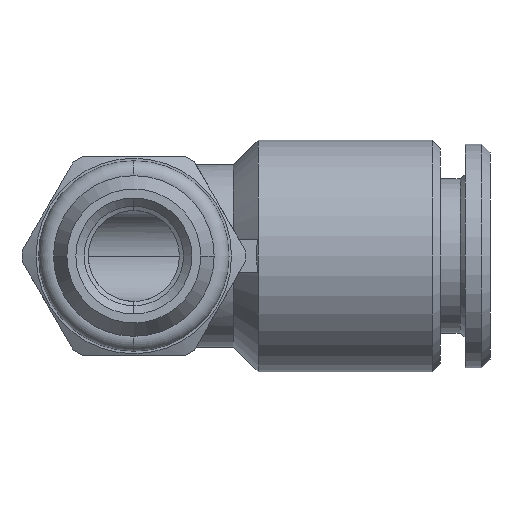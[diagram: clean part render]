
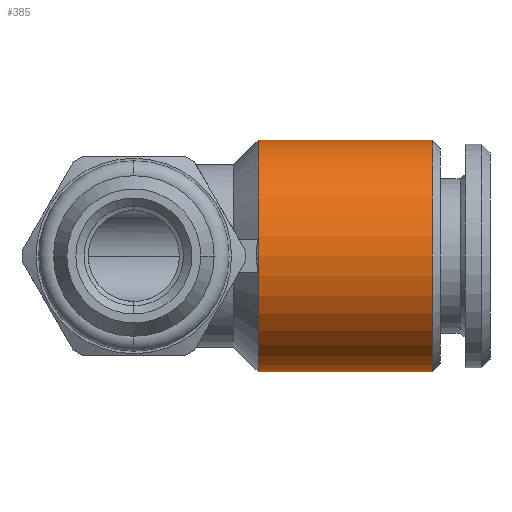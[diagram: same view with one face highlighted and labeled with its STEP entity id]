
A CAD part, front view. The second image highlights one B-rep face of the part: STEP entity #385.
In plain terms, the highlighted cylindrical face has radius 7 mm (diameter 14 mm), a partial arc.
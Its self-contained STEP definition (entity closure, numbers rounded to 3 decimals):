
#265 = VERTEX_POINT ( 'NONE', #1384 ) ;
#282 = VERTEX_POINT ( 'NONE', #1460 ) ;
#289 = EDGE_CURVE ( 'NONE', #282, #290, #1454, .T. ) ;
#290 = VERTEX_POINT ( 'NONE', #1489 ) ;
#291 = EDGE_CURVE ( 'NONE', #304, #265, #1488, .T. ) ;
#304 = VERTEX_POINT ( 'NONE', #1620 ) ;
#368 = EDGE_CURVE ( 'NONE', #290, #265, #2265, .T. ) ;
#377 = ORIENTED_EDGE ( 'NONE', *, *, #368, .F. ) ;
#381 = EDGE_CURVE ( 'NONE', #282, #304, #2281, .T. ) ;
#382 = EDGE_LOOP ( 'NONE', ( #386, #387, #388, #377 ) ) ;
#385 = ADVANCED_FACE ( 'NONE', ( #2282 ), #2276, .T. ) ;
#386 = ORIENTED_EDGE ( 'NONE', *, *, #289, .F. ) ;
#387 = ORIENTED_EDGE ( 'NONE', *, *, #381, .T. ) ;
#388 = ORIENTED_EDGE ( 'NONE', *, *, #291, .T. ) ;
#1384 = CARTESIAN_POINT ( 'NONE',  ( 7.5, 0., 7. ) ) ;
#1441 = DIRECTION ( 'NONE',  ( -1., 0., 0. ) ) ;
#1442 = CARTESIAN_POINT ( 'NONE',  ( -3.45, 0., -7. ) ) ;
#1454 = LINE ( 'NONE', #1442, #1490 ) ;
#1460 = CARTESIAN_POINT ( 'NONE',  ( 18., 0., -7. ) ) ;
#1485 = DIRECTION ( 'NONE',  ( -1., 0., 0. ) ) ;
#1486 = VECTOR ( 'NONE', #1485, 1000. ) ;
#1487 = CARTESIAN_POINT ( 'NONE',  ( -3.45, 0., 7. ) ) ;
#1488 = LINE ( 'NONE', #1487, #1486 ) ;
#1489 = CARTESIAN_POINT ( 'NONE',  ( 7.5, 0., -7. ) ) ;
#1490 = VECTOR ( 'NONE', #1441, 1000. ) ;
#1620 = CARTESIAN_POINT ( 'NONE',  ( 18., 0., 7. ) ) ;
#2239 = DIRECTION ( 'NONE',  ( 0., 0., 1. ) ) ;
#2262 = DIRECTION ( 'NONE',  ( 0., 0., 1. ) ) ;
#2263 = DIRECTION ( 'NONE',  ( -1., 0., 0. ) ) ;
#2264 = AXIS2_PLACEMENT_3D ( 'NONE', #2271, #2263, #2262 ) ;
#2265 = CIRCLE ( 'NONE', #2264, 7. ) ;
#2271 = CARTESIAN_POINT ( 'NONE',  ( 7.5, 0., 0. ) ) ;
#2273 = DIRECTION ( 'NONE',  ( -1., 0., 0. ) ) ;
#2274 = CARTESIAN_POINT ( 'NONE',  ( -3.45, 0., 0. ) ) ;
#2275 = AXIS2_PLACEMENT_3D ( 'NONE', #2274, #2273, #2239 ) ;
#2276 = CYLINDRICAL_SURFACE ( 'NONE', #2275, 7. ) ;
#2277 = DIRECTION ( 'NONE',  ( 0., 0., 1. ) ) ;
#2278 = DIRECTION ( 'NONE',  ( -1., 0., 0. ) ) ;
#2279 = CARTESIAN_POINT ( 'NONE',  ( 18., 0., 0. ) ) ;
#2280 = AXIS2_PLACEMENT_3D ( 'NONE', #2279, #2278, #2277 ) ;
#2281 = CIRCLE ( 'NONE', #2280, 7. ) ;
#2282 = FACE_OUTER_BOUND ( 'NONE', #382, .T. ) ;
